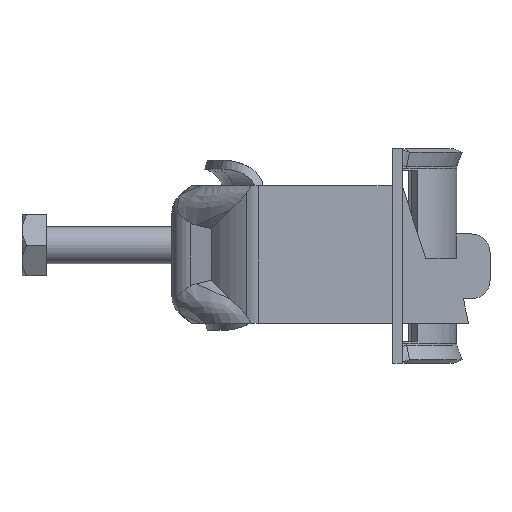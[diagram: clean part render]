
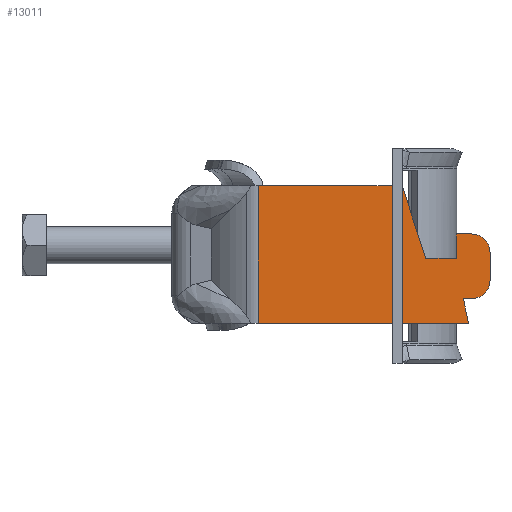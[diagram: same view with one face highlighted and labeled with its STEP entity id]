
A CAD part, left-side view. The second image highlights one B-rep face of the part: STEP entity #13011.
In plain terms, the highlighted planar face has unit normal (-1, 0, 0).
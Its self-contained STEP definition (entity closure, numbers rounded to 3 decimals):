
#139 = PLANE ( 'NONE',  #14779 ) ;
#216 = DIRECTION ( 'NONE',  ( 0., 0., -1. ) ) ;
#228 = EDGE_CURVE ( 'NONE', #5780, #19568, #4476, .T. ) ;
#238 = CARTESIAN_POINT ( 'NONE',  ( -16.5, -49., 0.35 ) ) ;
#617 = ORIENTED_EDGE ( 'NONE', *, *, #19465, .F. ) ;
#1298 = ORIENTED_EDGE ( 'NONE', *, *, #9141, .F. ) ;
#1473 = CARTESIAN_POINT ( 'NONE',  ( -16.5, -46.5, 3.35 ) ) ;
#1633 = FACE_OUTER_BOUND ( 'NONE', #12694, .T. ) ;
#1661 = LINE ( 'NONE', #16135, #19545 ) ;
#2597 = EDGE_CURVE ( 'NONE', #15717, #5780, #6158, .T. ) ;
#2909 = VECTOR ( 'NONE', #8096, 1000. ) ;
#3190 = CARTESIAN_POINT ( 'NONE',  ( -16.5, -97., -11.25 ) ) ;
#3290 = LINE ( 'NONE', #12370, #12781 ) ;
#3321 = VERTEX_POINT ( 'NONE', #7738 ) ;
#3614 = DIRECTION ( 'NONE',  ( 0., -0.309, -0.951 ) ) ;
#3941 = AXIS2_PLACEMENT_3D ( 'NONE', #238, #5253, #19501 ) ;
#4001 = EDGE_CURVE ( 'NONE', #9071, #18847, #8221, .T. ) ;
#4469 = LINE ( 'NONE', #14037, #20233 ) ;
#4476 = LINE ( 'NONE', #17562, #21044 ) ;
#4809 = CARTESIAN_POINT ( 'NONE',  ( -16.5, -52., -11.25 ) ) ;
#5253 = DIRECTION ( 'NONE',  ( 1., 0., 0. ) ) ;
#5607 = VECTOR ( 'NONE', #216, 1000. ) ;
#5703 = ORIENTED_EDGE ( 'NONE', *, *, #7463, .F. ) ;
#5780 = VERTEX_POINT ( 'NONE', #15867 ) ;
#5964 = DIRECTION ( 'NONE',  ( 0., 1., 0. ) ) ;
#5973 = DIRECTION ( 'NONE',  ( 0., 0., 1. ) ) ;
#6023 = VERTEX_POINT ( 'NONE', #19599 ) ;
#6025 = ORIENTED_EDGE ( 'NONE', *, *, #7868, .F. ) ;
#6158 = LINE ( 'NONE', #10938, #9615 ) ;
#6329 = CARTESIAN_POINT ( 'NONE',  ( -16.5, -97., -11.25 ) ) ;
#6331 = VERTEX_POINT ( 'NONE', #13121 ) ;
#6355 = DIRECTION ( 'NONE',  ( 0., 1., 0. ) ) ;
#6651 = DIRECTION ( 'NONE',  ( 1., 0., 0. ) ) ;
#7017 = CARTESIAN_POINT ( 'NONE',  ( -16.5, -14.152, -11.25 ) ) ;
#7110 = CARTESIAN_POINT ( 'NONE',  ( -16.5, -49.915, -26.549 ) ) ;
#7463 = EDGE_CURVE ( 'NONE', #3321, #11819, #18378, .T. ) ;
#7671 = CARTESIAN_POINT ( 'NONE',  ( -16.5, -49., -4.25 ) ) ;
#7673 = CIRCLE ( 'NONE', #19565, 3. ) ;
#7738 = CARTESIAN_POINT ( 'NONE',  ( -16.5, -14.152, -11.25 ) ) ;
#7811 = CARTESIAN_POINT ( 'NONE',  ( -16.5, -52., -4.25 ) ) ;
#7868 = EDGE_CURVE ( 'NONE', #19568, #8007, #4469, .T. ) ;
#7946 = EDGE_CURVE ( 'NONE', #18847, #6023, #7673, .T. ) ;
#8007 = VERTEX_POINT ( 'NONE', #9982 ) ;
#8037 = CIRCLE ( 'NONE', #3941, 3. ) ;
#8096 = DIRECTION ( 'NONE',  ( 0., 1., 0. ) ) ;
#8221 = LINE ( 'NONE', #4809, #5607 ) ;
#8271 = ORIENTED_EDGE ( 'NONE', *, *, #7946, .F. ) ;
#8624 = ORIENTED_EDGE ( 'NONE', *, *, #19666, .F. ) ;
#9071 = VERTEX_POINT ( 'NONE', #16419 ) ;
#9141 = EDGE_CURVE ( 'NONE', #8007, #9071, #8037, .T. ) ;
#9473 = DIRECTION ( 'NONE',  ( 1., 0., 0. ) ) ;
#9511 = CARTESIAN_POINT ( 'NONE',  ( -16.5, -50.597, -21.113 ) ) ;
#9615 = VECTOR ( 'NONE', #12642, 1000. ) ;
#9620 = DIRECTION ( 'NONE',  ( 0., -0.208, -0.978 ) ) ;
#9982 = CARTESIAN_POINT ( 'NONE',  ( -16.5, -49., 3.35 ) ) ;
#10783 = VERTEX_POINT ( 'NONE', #16858 ) ;
#10938 = CARTESIAN_POINT ( 'NONE',  ( -16.5, -97., -0.65 ) ) ;
#11247 = EDGE_CURVE ( 'NONE', #6331, #18537, #12812, .T. ) ;
#11819 = VERTEX_POINT ( 'NONE', #13887 ) ;
#11906 = DIRECTION ( 'NONE',  ( 0., 0., 1. ) ) ;
#12041 = ORIENTED_EDGE ( 'NONE', *, *, #12085, .F. ) ;
#12085 = EDGE_CURVE ( 'NONE', #6023, #6331, #1661, .T. ) ;
#12370 = CARTESIAN_POINT ( 'NONE',  ( -16.5, -97., 11.25 ) ) ;
#12642 = DIRECTION ( 'NONE',  ( 0., -1., 0. ) ) ;
#12694 = EDGE_LOOP ( 'NONE', ( #8624, #15632, #5703, #617, #14590, #12041, #8271, #15800, #1298, #6025, #14516, #14183 ) ) ;
#12781 = VECTOR ( 'NONE', #13850, 1000. ) ;
#12812 = LINE ( 'NONE', #9511, #16823 ) ;
#13011 = ADVANCED_FACE ( 'NONE', ( #1633 ), #139, .F. ) ;
#13121 = CARTESIAN_POINT ( 'NONE',  ( -16.5, -47.65, -7.25 ) ) ;
#13775 = VECTOR ( 'NONE', #3614, 1000. ) ;
#13850 = DIRECTION ( 'NONE',  ( 0., 1., 0. ) ) ;
#13887 = CARTESIAN_POINT ( 'NONE',  ( -16.5, -14.152, 11.25 ) ) ;
#14037 = CARTESIAN_POINT ( 'NONE',  ( -16.5, -97., 3.35 ) ) ;
#14183 = ORIENTED_EDGE ( 'NONE', *, *, #2597, .F. ) ;
#14516 = ORIENTED_EDGE ( 'NONE', *, *, #228, .F. ) ;
#14590 = ORIENTED_EDGE ( 'NONE', *, *, #11247, .F. ) ;
#14779 = AXIS2_PLACEMENT_3D ( 'NONE', #6329, #6651, #21013 ) ;
#15184 = LINE ( 'NONE', #7110, #13775 ) ;
#15632 = ORIENTED_EDGE ( 'NONE', *, *, #18286, .T. ) ;
#15717 = VERTEX_POINT ( 'NONE', #20300 ) ;
#15800 = ORIENTED_EDGE ( 'NONE', *, *, #4001, .F. ) ;
#15816 = VECTOR ( 'NONE', #11906, 1000. ) ;
#15867 = CARTESIAN_POINT ( 'NONE',  ( -16.5, -46.5, -0.65 ) ) ;
#16135 = CARTESIAN_POINT ( 'NONE',  ( -16.5, -97., -7.25 ) ) ;
#16276 = LINE ( 'NONE', #3190, #2909 ) ;
#16419 = CARTESIAN_POINT ( 'NONE',  ( -16.5, -52., 0.35 ) ) ;
#16823 = VECTOR ( 'NONE', #9620, 1000. ) ;
#16858 = CARTESIAN_POINT ( 'NONE',  ( -16.5, -37.633, 11.25 ) ) ;
#17562 = CARTESIAN_POINT ( 'NONE',  ( -16.5, -46.5, -11.25 ) ) ;
#18286 = EDGE_CURVE ( 'NONE', #10783, #11819, #3290, .T. ) ;
#18378 = LINE ( 'NONE', #7017, #15816 ) ;
#18537 = VERTEX_POINT ( 'NONE', #20564 ) ;
#18847 = VERTEX_POINT ( 'NONE', #7811 ) ;
#19465 = EDGE_CURVE ( 'NONE', #18537, #3321, #16276, .T. ) ;
#19501 = DIRECTION ( 'NONE',  ( 0., 1., 0. ) ) ;
#19545 = VECTOR ( 'NONE', #6355, 1000. ) ;
#19565 = AXIS2_PLACEMENT_3D ( 'NONE', #7671, #9473, #5964 ) ;
#19568 = VERTEX_POINT ( 'NONE', #1473 ) ;
#19599 = CARTESIAN_POINT ( 'NONE',  ( -16.5, -49., -7.25 ) ) ;
#19666 = EDGE_CURVE ( 'NONE', #10783, #15717, #15184, .T. ) ;
#20233 = VECTOR ( 'NONE', #20534, 1000. ) ;
#20300 = CARTESIAN_POINT ( 'NONE',  ( -16.5, -41.5, -0.65 ) ) ;
#20534 = DIRECTION ( 'NONE',  ( 0., -1., 0. ) ) ;
#20564 = CARTESIAN_POINT ( 'NONE',  ( -16.5, -48.5, -11.25 ) ) ;
#21013 = DIRECTION ( 'NONE',  ( 0., 1., 0. ) ) ;
#21044 = VECTOR ( 'NONE', #5973, 1000. ) ;
